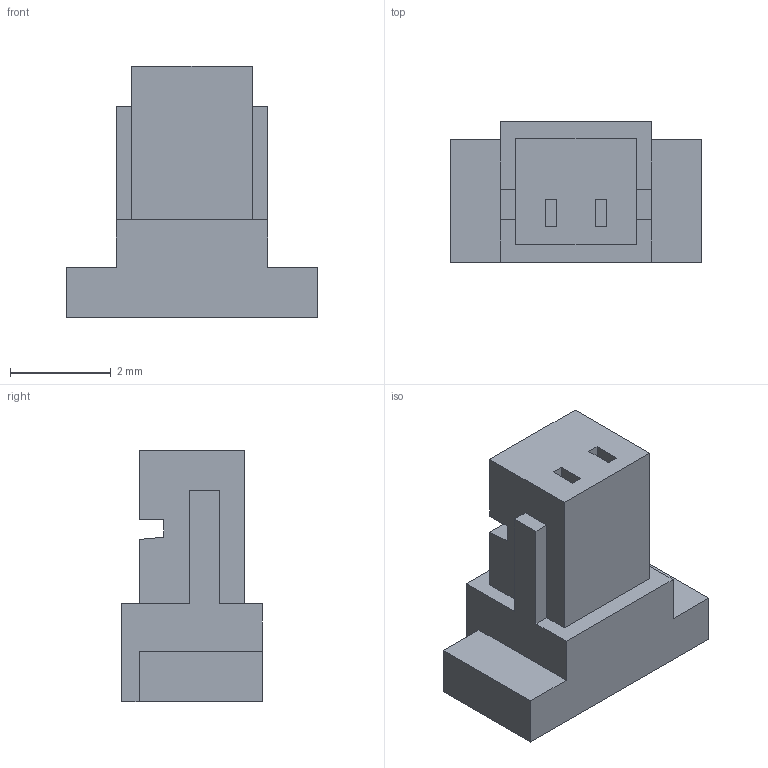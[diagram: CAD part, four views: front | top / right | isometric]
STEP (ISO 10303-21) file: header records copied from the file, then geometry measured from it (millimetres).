
FILE_DESCRIPTION (( 'STEP AP214' ), '1' );
FILE_NAME ('SHR-02V-S-B.STEP', '2012-02-09T02:33:59', ( ' ' ), ( ' ' ), 'SwSTEP 2.0', 'SolidWorks 2005235', '' );
FILE_SCHEMA (( 'AUTOMOTIVE_DESIGN' ));
Length unit declared in the file: millimetre
Products named in the file (1): SHR-02V-S-B
Bounding box: 5 x 2.8 x 5 mm (x, y, z)
Volume: 34.4 mm3; surface area: 95.8 mm2
Topology: 1 solids, 1 shells, 48 faces, 126 edges, 84 vertices
Faces by surface type: plane 48
Entity records: 2001 total; most frequent: CARTESIAN_POINT 259, ORIENTED_EDGE 252, DIRECTION 224, EDGE_CURVE 126, LINE 126, VECTOR 126, VERTEX_POINT 84, EDGE_LOOP 52
